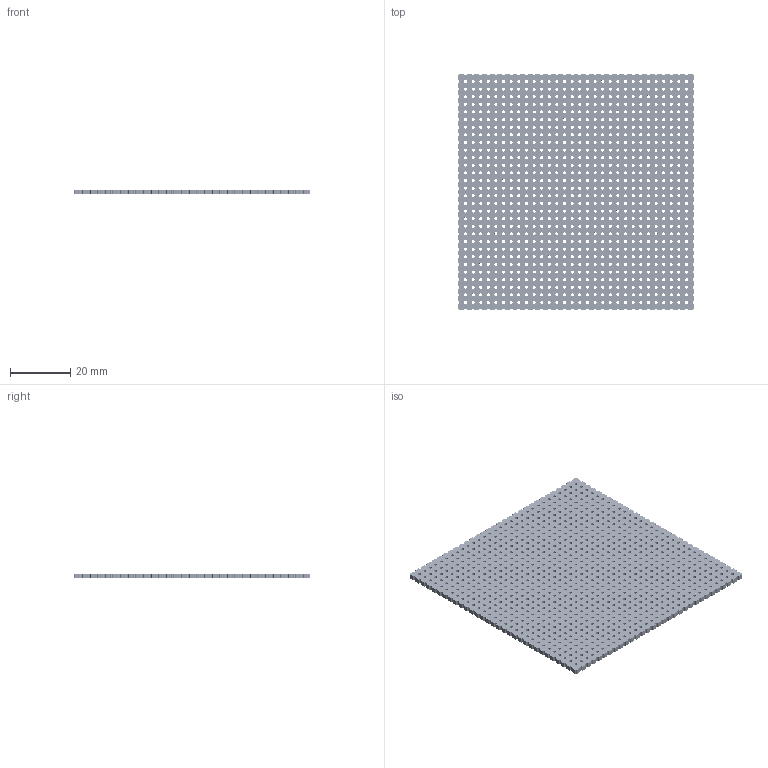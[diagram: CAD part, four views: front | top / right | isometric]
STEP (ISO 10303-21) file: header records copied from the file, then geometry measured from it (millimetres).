
FILE_DESCRIPTION(('FreeCAD Model'),'2;1');
FILE_NAME('strip_30x30_array.step','2019-06-28T15:42:59',('Author'),(''), 'Open CASCADE STEP processor 7.3','FreeCAD','Unknown');
FILE_SCHEMA(('AUTOMOTIVE_DESIGN { 1 0 10303 214 1 1 1 1 }'));
Length unit declared in the file: millimetre
Products named in the file (1): Array
Bounding box: 78.74 x 78.74 x 1.64 mm (x, y, z)
Volume: 8766.8 mm3; surface area: 16341.2 mm2
Topology: 1 solids, 1 shells, 1274 faces, 5736 edges, 4464 vertices
Faces by surface type: cylinder 1024, plane 250
Full cylindrical faces by diameter (mm): 1.02 x900
Entity records: 65969 total; most frequent: CARTESIAN_POINT 12375, ORIENTED_EDGE 11472, DIRECTION 11354, EDGE_CURVE 5736, AXIS2_PLACEMENT_3D 5243, VERTEX_POINT 4464, CIRCLE 3968, FACE_BOUND 3074
